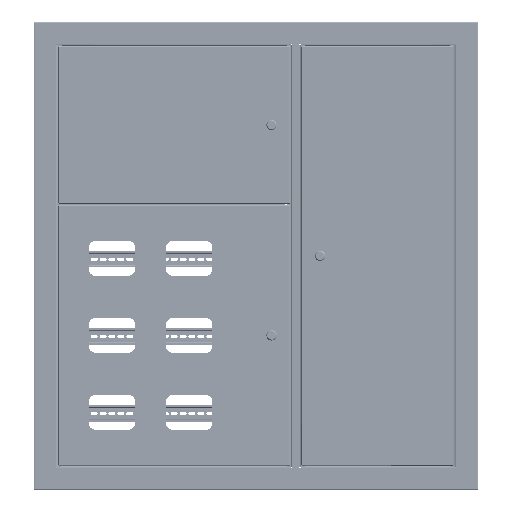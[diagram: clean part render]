
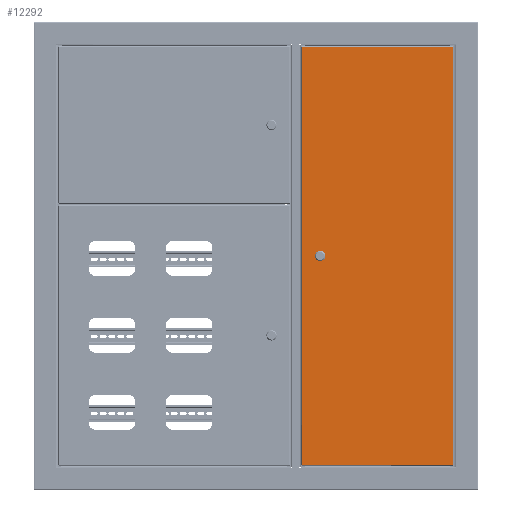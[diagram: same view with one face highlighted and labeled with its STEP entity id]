
A CAD part, top view. The second image highlights one B-rep face of the part: STEP entity #12292.
In plain terms, the highlighted planar face has unit normal (0, 0, 1).
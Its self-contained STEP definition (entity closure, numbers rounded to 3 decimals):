
#371 = LINE ( 'NONE', #37558, #2711 ) ;
#1265 = LINE ( 'NONE', #67515, #65709 ) ;
#1313 = LINE ( 'NONE', #30836, #69050 ) ;
#2711 = VECTOR ( 'NONE', #29934, 1000. ) ;
#3453 = FACE_OUTER_BOUND ( 'NONE', #44224, .T. ) ;
#4566 = ORIENTED_EDGE ( 'NONE', *, *, #90860, .F. ) ;
#6287 = CARTESIAN_POINT ( 'NONE',  ( 894.7, 324., 0. ) ) ;
#6423 = AXIS2_PLACEMENT_3D ( 'NONE', #18210, #32524, #8393 ) ;
#7625 = ORIENTED_EDGE ( 'NONE', *, *, #45561, .F. ) ;
#8393 = DIRECTION ( 'NONE',  ( -1., 0., 0. ) ) ;
#10570 = LINE ( 'NONE', #54010, #24947 ) ;
#11761 = DIRECTION ( 'NONE',  ( 0., 0., 1. ) ) ;
#12061 = VERTEX_POINT ( 'NONE', #75268 ) ;
#12226 = CARTESIAN_POINT ( 'NONE',  ( 448.2, 40., 0. ) ) ;
#12292 = ADVANCED_FACE ( 'NONE', ( #19144, #3453 ), #69729, .F. ) ;
#13150 = DIRECTION ( 'NONE',  ( 1., 0., 0. ) ) ;
#13277 = CARTESIAN_POINT ( 'NONE',  ( 1.7, 324.293, 0. ) ) ;
#13291 = DIRECTION ( 'NONE',  ( 1., 0., 0. ) ) ;
#15530 = EDGE_CURVE ( 'NONE', #44538, #26322, #1313, .T. ) ;
#16047 = DIRECTION ( 'NONE',  ( -1., 0., 0. ) ) ;
#17449 = VERTEX_POINT ( 'NONE', #87902 ) ;
#18210 = CARTESIAN_POINT ( 'NONE',  ( 0., 325.7, 0. ) ) ;
#19144 = FACE_BOUND ( 'NONE', #30265, .T. ) ;
#19183 = CIRCLE ( 'NONE', #64904, 9.25 ) ;
#22649 = CARTESIAN_POINT ( 'NONE',  ( 444.551, 31.5, 0. ) ) ;
#24947 = VECTOR ( 'NONE', #13291, 1000. ) ;
#25759 = ORIENTED_EDGE ( 'NONE', *, *, #15530, .F. ) ;
#26224 = DIRECTION ( 'NONE',  ( 0., 0., 1. ) ) ;
#26322 = VERTEX_POINT ( 'NONE', #55774 ) ;
#26431 = ORIENTED_EDGE ( 'NONE', *, *, #62133, .T. ) ;
#29018 = DIRECTION ( 'NONE',  ( 0., -1., 0. ) ) ;
#29934 = DIRECTION ( 'NONE',  ( 0., 1., 0. ) ) ;
#30265 = EDGE_LOOP ( 'NONE', ( #25759, #4566, #7625, #47820, #91756 ) ) ;
#30836 = CARTESIAN_POINT ( 'NONE',  ( 451.849, 48.5, 0. ) ) ;
#32524 = DIRECTION ( 'NONE',  ( 0., 0., -1. ) ) ;
#32909 = VERTEX_POINT ( 'NONE', #6287 ) ;
#36734 = AXIS2_PLACEMENT_3D ( 'NONE', #12226, #11761, #85280 ) ;
#37558 = CARTESIAN_POINT ( 'NONE',  ( 894.7, 0., 0. ) ) ;
#38294 = CIRCLE ( 'NONE', #36734, 9.25 ) ;
#41766 = CARTESIAN_POINT ( 'NONE',  ( 448.2, 40., 0. ) ) ;
#43142 = VERTEX_POINT ( 'NONE', #81377 ) ;
#44224 = EDGE_LOOP ( 'NONE', ( #93869, #26431, #45720, #77909 ) ) ;
#44538 = VERTEX_POINT ( 'NONE', #91343 ) ;
#45561 = EDGE_CURVE ( 'NONE', #12061, #92274, #19183, .T. ) ;
#45720 = ORIENTED_EDGE ( 'NONE', *, *, #53127, .T. ) ;
#47196 = VECTOR ( 'NONE', #71515, 1000. ) ;
#47337 = CARTESIAN_POINT ( 'NONE',  ( 457.45, 40., 0. ) ) ;
#47820 = ORIENTED_EDGE ( 'NONE', *, *, #56327, .F. ) ;
#48233 = VECTOR ( 'NONE', #29018, 1000. ) ;
#48379 = EDGE_CURVE ( 'NONE', #17449, #90620, #56695, .T. ) ;
#50019 = CARTESIAN_POINT ( 'NONE',  ( 1.7, 1.7, 0. ) ) ;
#51137 = CARTESIAN_POINT ( 'NONE',  ( 1.7, 1.7, 0. ) ) ;
#51233 = EDGE_CURVE ( 'NONE', #90620, #43142, #85870, .T. ) ;
#52816 = EDGE_CURVE ( 'NONE', #26322, #64868, #38294, .T. ) ;
#53127 = EDGE_CURVE ( 'NONE', #32909, #17449, #1265, .T. ) ;
#53948 = DIRECTION ( 'NONE',  ( 1., 0., 0. ) ) ;
#54010 = CARTESIAN_POINT ( 'NONE',  ( 451.849, 31.5, 0. ) ) ;
#55774 = CARTESIAN_POINT ( 'NONE',  ( 444.551, 48.5, 0. ) ) ;
#56327 = EDGE_CURVE ( 'NONE', #64868, #12061, #10570, .T. ) ;
#56695 = LINE ( 'NONE', #13277, #48233 ) ;
#62133 = EDGE_CURVE ( 'NONE', #43142, #32909, #371, .T. ) ;
#64868 = VERTEX_POINT ( 'NONE', #22649 ) ;
#64904 = AXIS2_PLACEMENT_3D ( 'NONE', #41766, #78062, #13150 ) ;
#65709 = VECTOR ( 'NONE', #89053, 1000. ) ;
#67515 = CARTESIAN_POINT ( 'NONE',  ( 894.993, 324., 0. ) ) ;
#69050 = VECTOR ( 'NONE', #16047, 1000. ) ;
#69729 = PLANE ( 'NONE',  #6423 ) ;
#71492 = CIRCLE ( 'NONE', #79116, 9.25 ) ;
#71515 = DIRECTION ( 'NONE',  ( 1., 0., 0. ) ) ;
#75268 = CARTESIAN_POINT ( 'NONE',  ( 451.849, 31.5, 0. ) ) ;
#77909 = ORIENTED_EDGE ( 'NONE', *, *, #48379, .T. ) ;
#78062 = DIRECTION ( 'NONE',  ( 0., 0., 1. ) ) ;
#79116 = AXIS2_PLACEMENT_3D ( 'NONE', #90724, #26224, #53948 ) ;
#81377 = CARTESIAN_POINT ( 'NONE',  ( 894.7, 1.7, 0. ) ) ;
#85280 = DIRECTION ( 'NONE',  ( 1., 0., 0. ) ) ;
#85870 = LINE ( 'NONE', #50019, #47196 ) ;
#87902 = CARTESIAN_POINT ( 'NONE',  ( 1.7, 324., 0. ) ) ;
#89053 = DIRECTION ( 'NONE',  ( -1., 0., 0. ) ) ;
#90620 = VERTEX_POINT ( 'NONE', #51137 ) ;
#90724 = CARTESIAN_POINT ( 'NONE',  ( 448.2, 40., 0. ) ) ;
#90860 = EDGE_CURVE ( 'NONE', #92274, #44538, #71492, .T. ) ;
#91343 = CARTESIAN_POINT ( 'NONE',  ( 451.849, 48.5, 0. ) ) ;
#91756 = ORIENTED_EDGE ( 'NONE', *, *, #52816, .F. ) ;
#92274 = VERTEX_POINT ( 'NONE', #47337 ) ;
#93869 = ORIENTED_EDGE ( 'NONE', *, *, #51233, .T. ) ;
